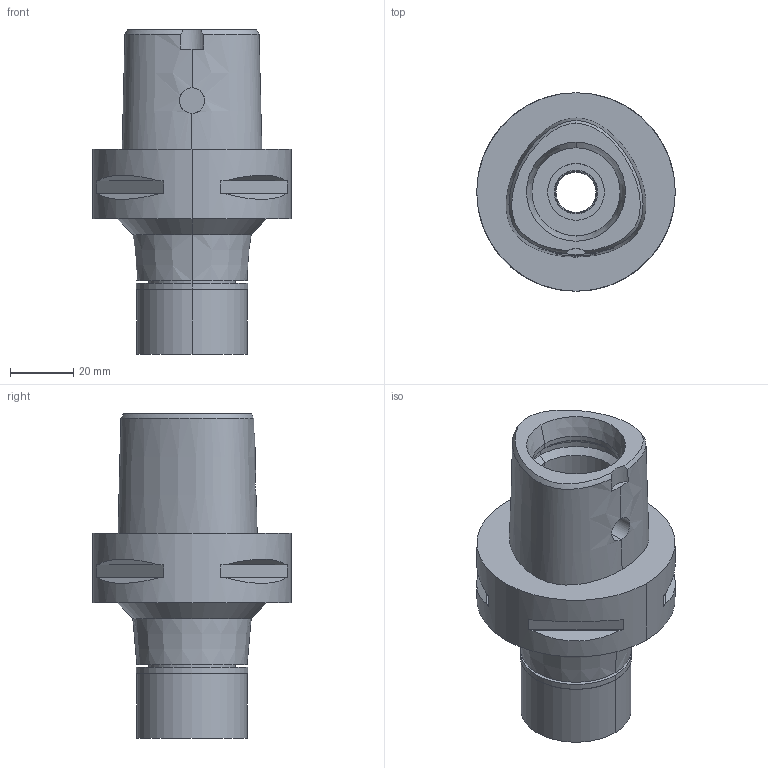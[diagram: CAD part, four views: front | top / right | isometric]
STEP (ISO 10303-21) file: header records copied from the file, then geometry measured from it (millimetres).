
FILE_DESCRIPTION (( 'STEP AP203' ), '1' );
FILE_NAME ('C6-MEGA10E-65.stp', '2019-07-03T19:03:13', ( '' ), ( '' ), 'SwSTEP 2.0', 'SolidWorks 2019', '' );
FILE_SCHEMA (( 'CONFIG_CONTROL_DESIGN' ));
Length unit declared in the file: millimetre
Products named in the file (7): C6-MEGA10E-65_1.stp; C6-MEGA10E-65-100.stp; C6-MEGA10E-65; C6-MEGA10E-65-100-FreeParts; DXF_TEMP_ASSY_ASM_4_ASM.stp; MEN10_1.stp; C6-MEGA10E-65-100_ASM.stp
Assembly tree (5 placements, depth 5):
  C6-MEGA10E-65
    C6-MEGA10E-65-100.stp
      C6-MEGA10E-65-100_ASM.stp
        DXF_TEMP_ASSY_ASM_4_ASM.stp
          C6-MEGA10E-65_1.stp
          MEN10_1.stp
  C6-MEGA10E-65-100-FreeParts
Bounding box: 63 x 63 x 103 mm (x, y, z)
Volume: 132610.9 mm3; surface area: 30740.3 mm2
Topology: 2 solids, 2 shells, 94 faces, 204 edges, 125 vertices
Faces by surface type: plane 35, cylinder 35, cone 18, bspline 4, torus 2
Entity records: 4780 total; most frequent: CARTESIAN_POINT 1990, DIRECTION 475, ORIENTED_EDGE 408, EDGE_CURVE 204, AXIS2_PLACEMENT_3D 197, VERTEX_POINT 125, EDGE_LOOP 111, CIRCLE 96
